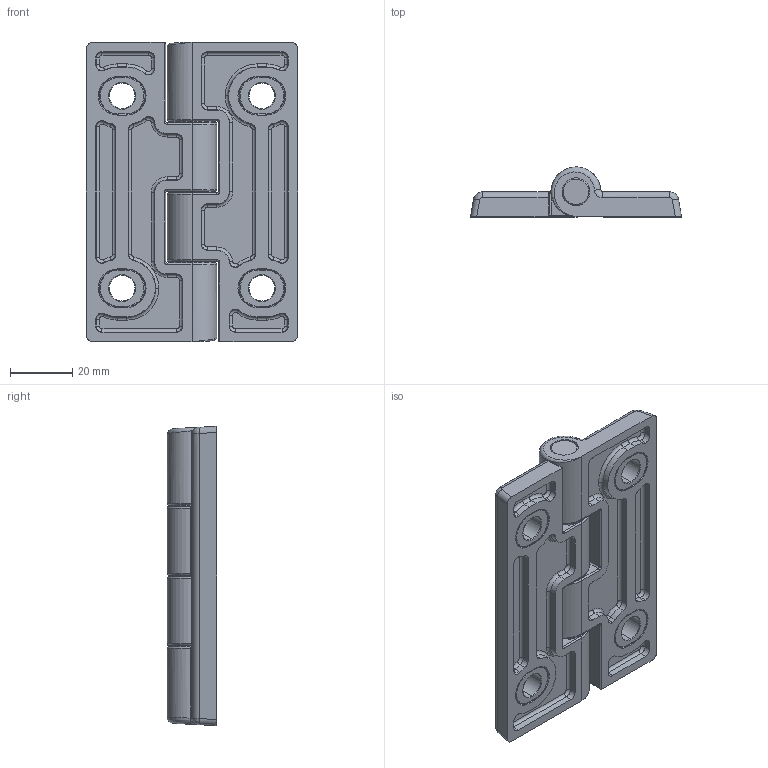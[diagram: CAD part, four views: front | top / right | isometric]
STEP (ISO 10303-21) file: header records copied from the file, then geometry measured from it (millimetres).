
FILE_DESCRIPTION(('STEP AP214'),'1');
FILE_NAME('fath_095051.stp','2017-04-24T02:23:19',('TraceParts'),('TraceParts S.A.'),'Spatial InterOp 3D',' ',' ');
FILE_SCHEMA(('automotive_design'));
Length unit declared in the file: millimetre
Products named in the file (10): fath_095051_1; fath_095051_2; fath_095051_3; fath_095051_4; fath_095051_5; fath_095051_6; fath_095051_7; fath_095051_8; fath_095051_9; fath_095051_10
Bounding box: 68 x 16 x 96.44 mm (x, y, z)
Volume: 49157.4 mm3; surface area: 31314.6 mm2
Topology: 10 solids, 10 shells, 813 faces, 1895 edges, 1114 vertices
Faces by surface type: torus 260, cylinder 216, plane 129, bspline 112, cone 96
Entity records: 31827 total; most frequent: CARTESIAN_POINT 6700, DIRECTION 4159, ORIENTED_EDGE 3786, EDGE_CURVE 1893, AXIS2_PLACEMENT_3D 1807, VERTEX_POINT 1114, CIRCLE 1096, EDGE_LOOP 851
